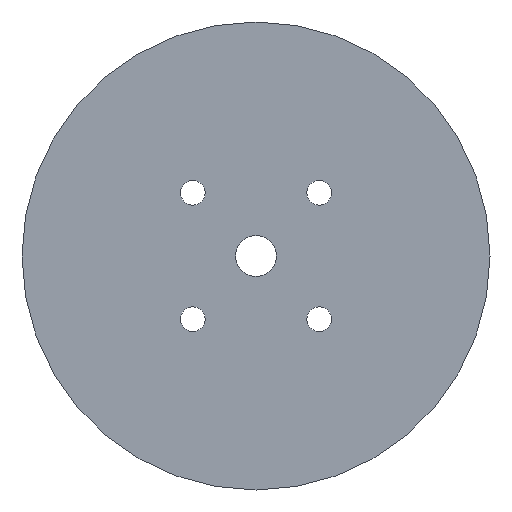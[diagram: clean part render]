
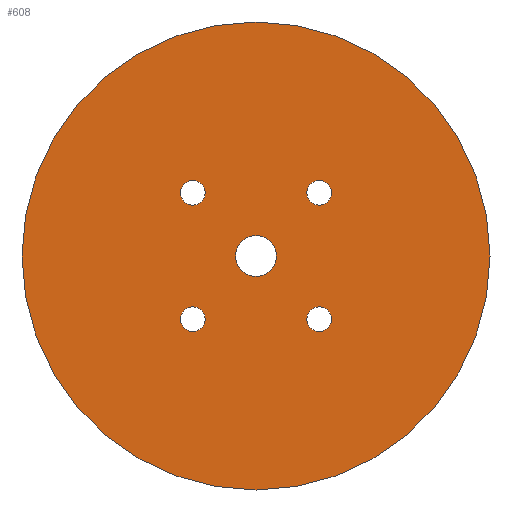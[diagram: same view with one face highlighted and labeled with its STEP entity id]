
A CAD part, front view. The second image highlights one B-rep face of the part: STEP entity #608.
In plain terms, the highlighted planar face has unit normal (0, -1, 0).
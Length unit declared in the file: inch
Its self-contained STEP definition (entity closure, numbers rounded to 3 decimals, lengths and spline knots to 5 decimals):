
#116=CARTESIAN_POINT('',(0.,-38.28,0.));
#117=DIRECTION('',(0.,-1.,0.));
#118=DIRECTION('',(0.,0.,1.));
#119=AXIS2_PLACEMENT_3D('',#116,#117,#118);
#121=CARTESIAN_POINT('',(0.,-38.28,0.));
#122=DIRECTION('',(0.,-1.,0.));
#123=DIRECTION('',(0.,0.,-1.));
#124=AXIS2_PLACEMENT_3D('',#121,#122,#123);
#126=CARTESIAN_POINT('',(0.,-38.28,0.));
#127=DIRECTION('',(0.,1.,0.));
#128=DIRECTION('',(0.,0.,1.));
#129=AXIS2_PLACEMENT_3D('',#126,#127,#128);
#131=CARTESIAN_POINT('',(0.,-38.28,0.));
#132=DIRECTION('',(0.,1.,0.));
#133=DIRECTION('',(0.,0.,-1.));
#134=AXIS2_PLACEMENT_3D('',#131,#132,#133);
#136=CARTESIAN_POINT('',(-6.35,-38.28,-6.35));
#137=DIRECTION('',(0.,-1.,0.));
#138=DIRECTION('',(0.,0.,1.));
#139=AXIS2_PLACEMENT_3D('',#136,#137,#138);
#141=CARTESIAN_POINT('',(-6.35,-38.28,-6.35));
#142=DIRECTION('',(0.,-1.,0.));
#143=DIRECTION('',(0.,0.,-1.));
#144=AXIS2_PLACEMENT_3D('',#141,#142,#143);
#146=CARTESIAN_POINT('',(-6.35,-38.28,6.35));
#147=DIRECTION('',(0.,-1.,0.));
#148=DIRECTION('',(0.,0.,1.));
#149=AXIS2_PLACEMENT_3D('',#146,#147,#148);
#151=CARTESIAN_POINT('',(-6.35,-38.28,6.35));
#152=DIRECTION('',(0.,-1.,0.));
#153=DIRECTION('',(0.,0.,-1.));
#154=AXIS2_PLACEMENT_3D('',#151,#152,#153);
#156=CARTESIAN_POINT('',(6.35,-38.28,-6.35));
#157=DIRECTION('',(0.,-1.,0.));
#158=DIRECTION('',(0.,0.,1.));
#159=AXIS2_PLACEMENT_3D('',#156,#157,#158);
#161=CARTESIAN_POINT('',(6.35,-38.28,-6.35));
#162=DIRECTION('',(0.,-1.,0.));
#163=DIRECTION('',(0.,0.,-1.));
#164=AXIS2_PLACEMENT_3D('',#161,#162,#163);
#166=CARTESIAN_POINT('',(6.35,-38.28,6.35));
#167=DIRECTION('',(0.,-1.,0.));
#168=DIRECTION('',(0.,0.,1.));
#169=AXIS2_PLACEMENT_3D('',#166,#167,#168);
#171=CARTESIAN_POINT('',(6.35,-38.28,6.35));
#172=DIRECTION('',(0.,-1.,0.));
#173=DIRECTION('',(0.,0.,-1.));
#174=AXIS2_PLACEMENT_3D('',#171,#172,#173);
#343=CARTESIAN_POINT('',(0.,-38.28,23.5));
#344=CARTESIAN_POINT('',(0.,-38.28,-23.5));
#345=VERTEX_POINT('',#343);
#346=VERTEX_POINT('',#344);
#347=CARTESIAN_POINT('',(0.,-38.28,2.05));
#348=CARTESIAN_POINT('',(0.,-38.28,-2.05));
#349=VERTEX_POINT('',#347);
#350=VERTEX_POINT('',#348);
#375=CARTESIAN_POINT('',(-6.35,-38.28,-5.1054));
#376=CARTESIAN_POINT('',(-6.35,-38.28,-7.5946));
#377=VERTEX_POINT('',#375);
#378=VERTEX_POINT('',#376);
#379=CARTESIAN_POINT('',(-6.35,-38.28,7.5946));
#380=CARTESIAN_POINT('',(-6.35,-38.28,5.1054));
#381=VERTEX_POINT('',#379);
#382=VERTEX_POINT('',#380);
#383=CARTESIAN_POINT('',(6.35,-38.28,-5.1054));
#384=CARTESIAN_POINT('',(6.35,-38.28,-7.5946));
#385=VERTEX_POINT('',#383);
#386=VERTEX_POINT('',#384);
#387=CARTESIAN_POINT('',(6.35,-38.28,7.5946));
#388=CARTESIAN_POINT('',(6.35,-38.28,5.1054));
#389=VERTEX_POINT('',#387);
#390=VERTEX_POINT('',#388);
#569=CARTESIAN_POINT('',(0.,-38.28,0.));
#570=DIRECTION('',(0.,-1.,0.));
#571=DIRECTION('',(0.,0.,1.));
#572=AXIS2_PLACEMENT_3D('',#569,#570,#571);
#573=PLANE('',#572);
#575=ORIENTED_EDGE('',*,*,#574,.F.);
#577=ORIENTED_EDGE('',*,*,#576,.F.);
#578=EDGE_LOOP('',(#575,#577));
#579=FACE_OUTER_BOUND('',#578,.F.);
#580=ORIENTED_EDGE('',*,*,#549,.F.);
#581=ORIENTED_EDGE('',*,*,#563,.F.);
#582=EDGE_LOOP('',(#580,#581));
#583=FACE_BOUND('',#582,.F.);
#585=ORIENTED_EDGE('',*,*,#584,.T.);
#587=ORIENTED_EDGE('',*,*,#586,.T.);
#588=EDGE_LOOP('',(#585,#587));
#589=FACE_BOUND('',#588,.F.);
#591=ORIENTED_EDGE('',*,*,#590,.T.);
#593=ORIENTED_EDGE('',*,*,#592,.T.);
#594=EDGE_LOOP('',(#591,#593));
#595=FACE_BOUND('',#594,.F.);
#597=ORIENTED_EDGE('',*,*,#596,.T.);
#599=ORIENTED_EDGE('',*,*,#598,.T.);
#600=EDGE_LOOP('',(#597,#599));
#601=FACE_BOUND('',#600,.F.);
#603=ORIENTED_EDGE('',*,*,#602,.T.);
#605=ORIENTED_EDGE('',*,*,#604,.T.);
#606=EDGE_LOOP('',(#603,#605));
#607=FACE_BOUND('',#606,.F.);
#608=ADVANCED_FACE('',(#579,#583,#589,#595,#601,#607),#573,.T.);
#120=CIRCLE('',#119,23.5);
#125=CIRCLE('',#124,23.5);
#130=CIRCLE('',#129,2.05);
#135=CIRCLE('',#134,2.05);
#140=CIRCLE('',#139,1.2446);
#145=CIRCLE('',#144,1.2446);
#150=CIRCLE('',#149,1.2446);
#155=CIRCLE('',#154,1.2446);
#160=CIRCLE('',#159,1.2446);
#165=CIRCLE('',#164,1.2446);
#170=CIRCLE('',#169,1.2446);
#175=CIRCLE('',#174,1.2446);
#549=EDGE_CURVE('',#349,#350,#130,.T.);
#563=EDGE_CURVE('',#350,#349,#135,.T.);
#574=EDGE_CURVE('',#345,#346,#120,.T.);
#576=EDGE_CURVE('',#346,#345,#125,.T.);
#584=EDGE_CURVE('',#377,#378,#140,.T.);
#586=EDGE_CURVE('',#378,#377,#145,.T.);
#590=EDGE_CURVE('',#381,#382,#150,.T.);
#592=EDGE_CURVE('',#382,#381,#155,.T.);
#596=EDGE_CURVE('',#385,#386,#160,.T.);
#598=EDGE_CURVE('',#386,#385,#165,.T.);
#602=EDGE_CURVE('',#389,#390,#170,.T.);
#604=EDGE_CURVE('',#390,#389,#175,.T.);
